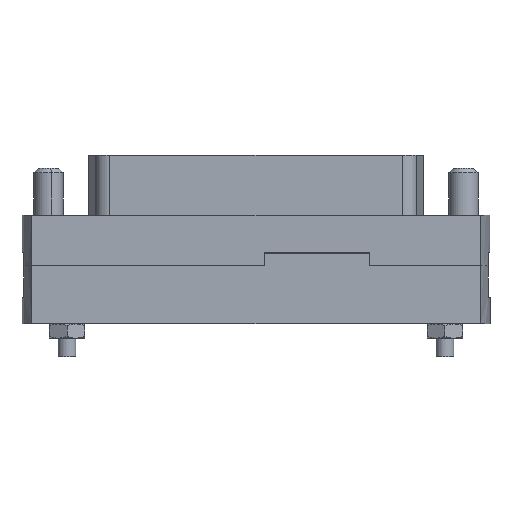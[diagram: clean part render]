
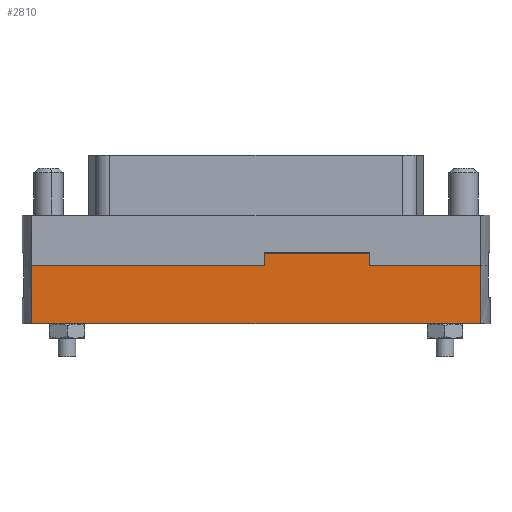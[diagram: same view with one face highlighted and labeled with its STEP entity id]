
A CAD part, front view. The second image highlights one B-rep face of the part: STEP entity #2810.
In plain terms, the highlighted planar face has unit normal (0, -1, 0).
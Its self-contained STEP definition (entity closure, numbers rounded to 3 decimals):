
#103 = EDGE_CURVE ( 'NONE', #6552, #3308, #7319, .T. ) ;
#603 = DIRECTION ( 'NONE',  ( 0., 0., -1. ) ) ;
#912 = VECTOR ( 'NONE', #2211, 1000. ) ;
#997 = ORIENTED_EDGE ( 'NONE', *, *, #3933, .F. ) ;
#1075 = EDGE_CURVE ( 'NONE', #8135, #6552, #2547, .T. ) ;
#1124 = CARTESIAN_POINT ( 'NONE',  ( -0.96, -6.25, 1.4 ) ) ;
#1457 = DIRECTION ( 'NONE',  ( -1., 0., 0. ) ) ;
#1490 = CARTESIAN_POINT ( 'NONE',  ( -25.412, -6.25, 1.4 ) ) ;
#1491 = LINE ( 'NONE', #1124, #7201 ) ;
#1612 = VECTOR ( 'NONE', #603, 1000. ) ;
#1749 = CARTESIAN_POINT ( 'NONE',  ( 26.5, -6.25, 1.4 ) ) ;
#1945 = EDGE_CURVE ( 'NONE', #2912, #8135, #4417, .T. ) ;
#2049 = CARTESIAN_POINT ( 'NONE',  ( -0.96, -6.25, 1.4 ) ) ;
#2103 = VERTEX_POINT ( 'NONE', #8462 ) ;
#2211 = DIRECTION ( 'NONE',  ( 1., 0., 0. ) ) ;
#2297 = LINE ( 'NONE', #6478, #4039 ) ;
#2319 = VECTOR ( 'NONE', #7512, 1000. ) ;
#2349 = ORIENTED_EDGE ( 'NONE', *, *, #103, .F. ) ;
#2539 = ORIENTED_EDGE ( 'NONE', *, *, #8328, .F. ) ;
#2547 = LINE ( 'NONE', #3039, #2319 ) ;
#2626 = EDGE_LOOP ( 'NONE', ( #997, #4637, #8521, #2539, #2349, #2915, #9177, #9006 ) ) ;
#2810 = ADVANCED_FACE ( 'NONE', ( #4010 ), #3677, .F. ) ;
#2858 = VERTEX_POINT ( 'NONE', #1490 ) ;
#2912 = VERTEX_POINT ( 'NONE', #8296 ) ;
#2915 = ORIENTED_EDGE ( 'NONE', *, *, #1075, .F. ) ;
#2916 = VECTOR ( 'NONE', #7004, 1000. ) ;
#3039 = CARTESIAN_POINT ( 'NONE',  ( 25.412, -6.25, 8. ) ) ;
#3075 = CARTESIAN_POINT ( 'NONE',  ( 25.412, -6.25, 8. ) ) ;
#3308 = VERTEX_POINT ( 'NONE', #2049 ) ;
#3572 = CARTESIAN_POINT ( 'NONE',  ( -12.86, -6.25, 0. ) ) ;
#3599 = LINE ( 'NONE', #5787, #1612 ) ;
#3677 = PLANE ( 'NONE',  #9213 ) ;
#3933 = EDGE_CURVE ( 'NONE', #6178, #2858, #7798, .T. ) ;
#4010 = FACE_OUTER_BOUND ( 'NONE', #2626, .T. ) ;
#4039 = VECTOR ( 'NONE', #5717, 1000. ) ;
#4417 = LINE ( 'NONE', #5537, #2916 ) ;
#4444 = CARTESIAN_POINT ( 'NONE',  ( 25.412, -6.25, 0. ) ) ;
#4637 = ORIENTED_EDGE ( 'NONE', *, *, #8497, .T. ) ;
#4721 = DIRECTION ( 'NONE',  ( -1., 0., 0. ) ) ;
#5130 = CARTESIAN_POINT ( 'NONE',  ( 25.412, -6.25, 8. ) ) ;
#5537 = CARTESIAN_POINT ( 'NONE',  ( 25.412, -6.25, 8. ) ) ;
#5554 = DIRECTION ( 'NONE',  ( 0., 0., -1. ) ) ;
#5717 = DIRECTION ( 'NONE',  ( 0., 0., -1. ) ) ;
#5743 = DIRECTION ( 'NONE',  ( -1., 0., 0. ) ) ;
#5772 = VECTOR ( 'NONE', #5743, 1000. ) ;
#5787 = CARTESIAN_POINT ( 'NONE',  ( -12.86, -6.25, 1.4 ) ) ;
#5900 = DIRECTION ( 'NONE',  ( 0., 1., 0. ) ) ;
#5961 = CARTESIAN_POINT ( 'NONE',  ( 25.412, -6.25, 1.4 ) ) ;
#6178 = VERTEX_POINT ( 'NONE', #9255 ) ;
#6478 = CARTESIAN_POINT ( 'NONE',  ( -25.412, -6.25, 8. ) ) ;
#6491 = CARTESIAN_POINT ( 'NONE',  ( -26.5, -6.25, 1.4 ) ) ;
#6552 = VERTEX_POINT ( 'NONE', #5961 ) ;
#6592 = VECTOR ( 'NONE', #4721, 1000. ) ;
#6843 = LINE ( 'NONE', #4444, #912 ) ;
#7004 = DIRECTION ( 'NONE',  ( 1., 0., 0. ) ) ;
#7201 = VECTOR ( 'NONE', #5554, 1000. ) ;
#7319 = LINE ( 'NONE', #1749, #6592 ) ;
#7512 = DIRECTION ( 'NONE',  ( 0., 0., -1. ) ) ;
#7798 = LINE ( 'NONE', #6491, #5772 ) ;
#8135 = VERTEX_POINT ( 'NONE', #3075 ) ;
#8296 = CARTESIAN_POINT ( 'NONE',  ( -25.412, -6.25, 8. ) ) ;
#8328 = EDGE_CURVE ( 'NONE', #3308, #2103, #1491, .T. ) ;
#8462 = CARTESIAN_POINT ( 'NONE',  ( -0.96, -6.25, 0. ) ) ;
#8497 = EDGE_CURVE ( 'NONE', #6178, #8837, #3599, .T. ) ;
#8521 = ORIENTED_EDGE ( 'NONE', *, *, #8609, .T. ) ;
#8609 = EDGE_CURVE ( 'NONE', #8837, #2103, #6843, .T. ) ;
#8799 = EDGE_CURVE ( 'NONE', #2912, #2858, #2297, .T. ) ;
#8837 = VERTEX_POINT ( 'NONE', #3572 ) ;
#9006 = ORIENTED_EDGE ( 'NONE', *, *, #8799, .T. ) ;
#9177 = ORIENTED_EDGE ( 'NONE', *, *, #1945, .F. ) ;
#9213 = AXIS2_PLACEMENT_3D ( 'NONE', #5130, #5900, #1457 ) ;
#9255 = CARTESIAN_POINT ( 'NONE',  ( -12.86, -6.25, 1.4 ) ) ;
